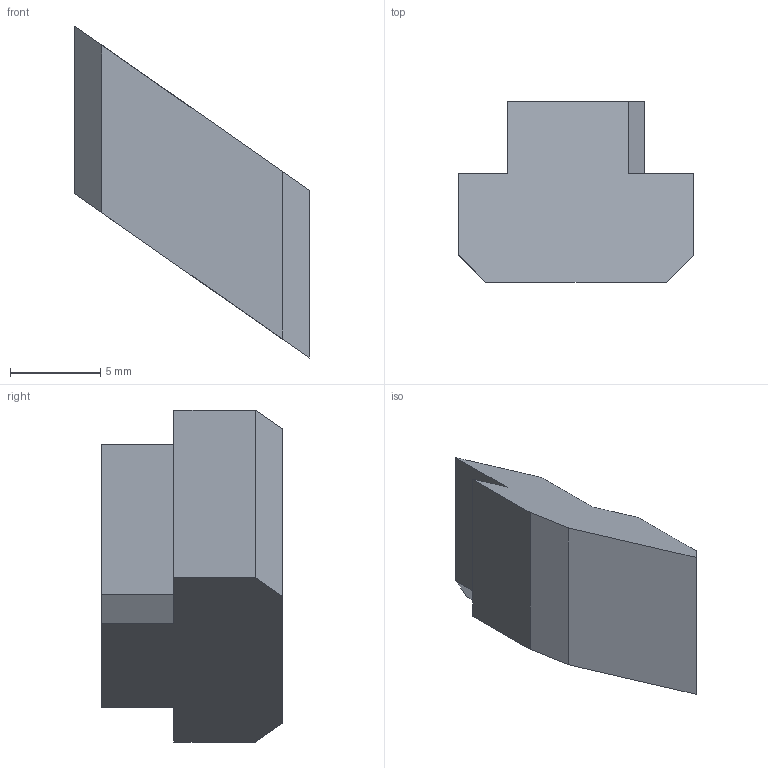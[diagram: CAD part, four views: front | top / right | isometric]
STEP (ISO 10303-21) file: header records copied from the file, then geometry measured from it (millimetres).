
FILE_DESCRIPTION(('STEP AP214'),'1');
FILE_NAME(' ',' ',('TraceParts'),('TraceParts S.A.'),'XStep 1.0',' ',' ');
FILE_SCHEMA(('automotive_design'));
Length unit declared in the file: millimetre
Products named in the file (1): 1
Bounding box: 13 x 10 x 18.38 mm (x, y, z)
Volume: 981.5 mm3; surface area: 667.8 mm2
Topology: 1 solids, 1 shells, 14 faces, 36 edges, 24 vertices
Faces by surface type: plane 14
Entity records: 848 total; most frequent: CARTESIAN_POINT 75, STYLED_ITEM 74, PRESENTATION_STYLE_ASSIGNMENT 74, COLOUR_RGB 74, ORIENTED_EDGE 72, DIRECTION 66, EDGE_CURVE 36, CURVE_STYLE 36
